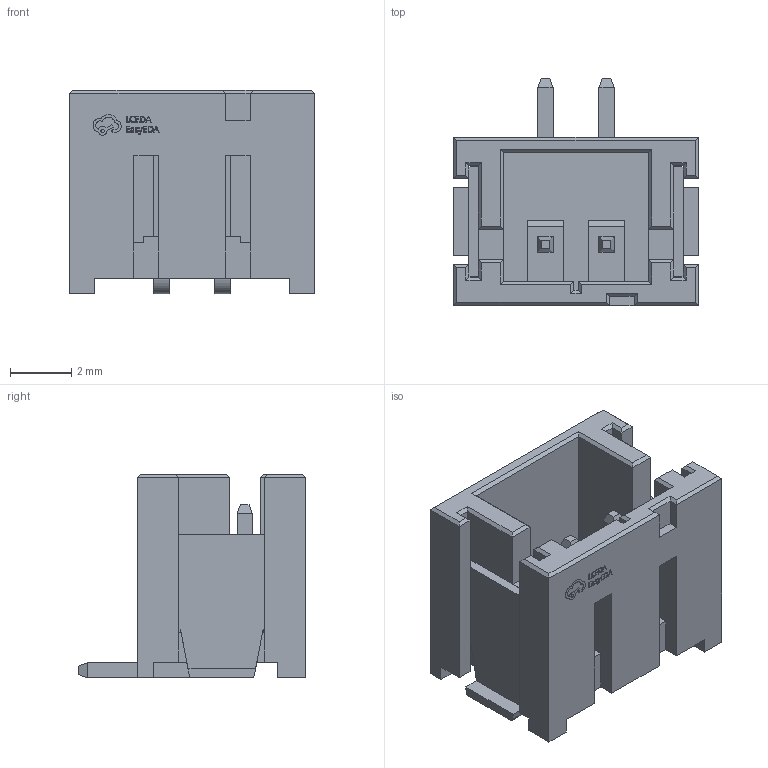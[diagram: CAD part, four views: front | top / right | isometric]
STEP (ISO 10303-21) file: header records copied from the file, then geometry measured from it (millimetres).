
FILE_DESCRIPTION (( 'STEP AP214' ), '1' );
FILE_NAME ('CONN-SMD_2P-P2.00_HDGC_HDGC2001WV-S-2P.step', '2022-07-29T12:39:44', ( '' ), ( '' ), 'SwSTEP 2.0', 'SolidWorks 2020', '' );
FILE_SCHEMA (( 'AUTOMOTIVE_DESIGN' ));
Length unit declared in the file: millimetre
Products named in the file (1): CONN-SMD_2P-P2.00_HDGC_HDGC2001WV-S-2P
Bounding box: 8 x 7.45 x 6.67 mm (x, y, z)
Volume: 146.9 mm3; surface area: 499.9 mm2
Topology: 16 solids, 16 shells, 494 faces, 1299 edges, 844 vertices
Faces by surface type: plane 364, bspline 116, cylinder 14
Entity records: 21810 total; most frequent: CARTESIAN_POINT 4822, ORIENTED_EDGE 2598, DIRECTION 1837, EDGE_CURVE 1299, LINE 1039, VECTOR 1039, VERTEX_POINT 844, EDGE_LOOP 517
